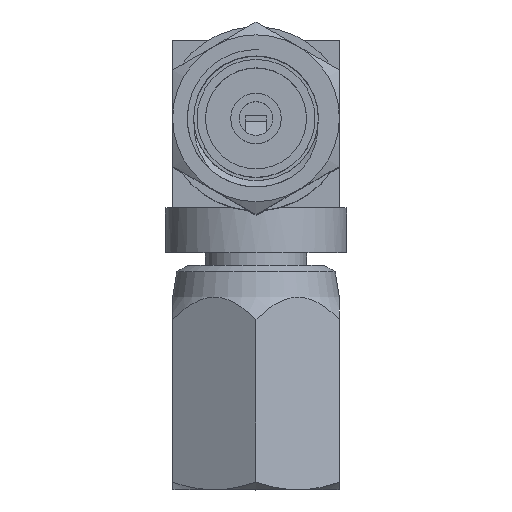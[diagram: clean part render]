
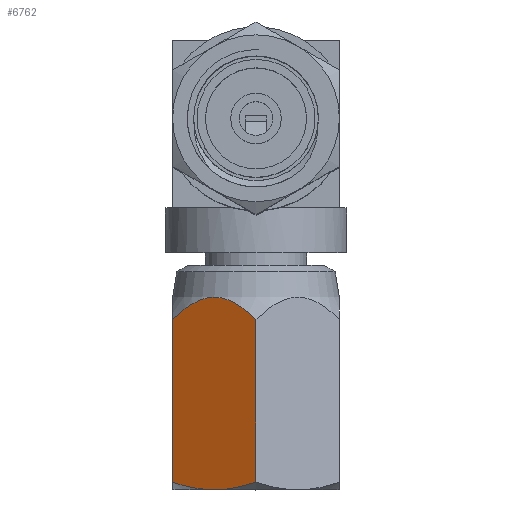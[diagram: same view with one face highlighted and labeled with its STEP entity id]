
A CAD part, top view. The second image highlights one B-rep face of the part: STEP entity #6762.
In plain terms, the highlighted face is planar.
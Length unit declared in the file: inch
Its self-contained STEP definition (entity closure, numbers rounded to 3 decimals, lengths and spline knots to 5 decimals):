
#4 = CARTESIAN_POINT ( 'NONE',  ( 0.039, -0.06755, 0.09 ) ) ;
#81 = PLANE ( 'NONE',  #4117 ) ;
#123 = CARTESIAN_POINT ( 'NONE',  ( 0., -0.09007, 0.09 ) ) ;
#134 = CARTESIAN_POINT ( 'NONE',  ( 0.04636, -0.0633, -0.08938 ) ) ;
#135 = EDGE_CURVE ( 'NONE', #164, #2558, #4327, .T. ) ;
#164 = VERTEX_POINT ( 'NONE', #3277 ) ;
#321 = B_SPLINE_CURVE_WITH_KNOTS ( 'NONE', 3,
 ( #1574, #6137, #1020, #5577, #6729, #1764 ),
 .UNSPECIFIED., .F., .F.,
 ( 4, 2, 4 ),
 ( 0.00116, 0.00173, 0.00231 ),
 .UNSPECIFIED. ) ;
#526 = EDGE_CURVE ( 'NONE', #2558, #5604, #321, .T. ) ;
#538 = ORIENTED_EDGE ( 'NONE', *, *, #6681, .F. ) ;
#687 = CARTESIAN_POINT ( 'NONE',  ( 0.078, -0.04503, -0.0691 ) ) ;
#843 = LINE ( 'NONE', #5443, #6727 ) ;
#991 = CARTESIAN_POINT ( 'NONE',  ( 0.00556, -0.08686, -0.07466 ) ) ;
#1020 = CARTESIAN_POINT ( 'NONE',  ( 0.05223, -0.05991, 0.08933 ) ) ;
#1030 = CARTESIAN_POINT ( 'NONE',  ( 0.03168, -0.07178, -0.09 ) ) ;
#1275 = DIRECTION ( 'NONE',  ( -0.866, -0.5, 0. ) ) ;
#1291 = CARTESIAN_POINT ( 'NONE',  ( 0.06661, -0.05161, -0.07968 ) ) ;
#1395 = CARTESIAN_POINT ( 'NONE',  ( 0.039, -0.06755, 0.09 ) ) ;
#1475 = CARTESIAN_POINT ( 'NONE',  ( 0.039, -0.06755, -0.09 ) ) ;
#1574 = CARTESIAN_POINT ( 'NONE',  ( 0.039, -0.06755, 0.09 ) ) ;
#1764 = CARTESIAN_POINT ( 'NONE',  ( 0.078, -0.04503, 0.08303 ) ) ;
#1805 = CARTESIAN_POINT ( 'NONE',  ( 0.05686, -0.05724, -0.0855 ) ) ;
#2330 = CARTESIAN_POINT ( 'NONE',  ( 0.07245, -0.04824, -0.07465 ) ) ;
#2389 = DIRECTION ( 'NONE',  ( -0.5, 0.866, 0. ) ) ;
#2402 = CARTESIAN_POINT ( 'NONE',  ( 0.05341, -0.05923, -0.08714 ) ) ;
#2533 = ORIENTED_EDGE ( 'NONE', *, *, #4667, .F. ) ;
#2558 = VERTEX_POINT ( 'NONE', #1395 ) ;
#2733 = VERTEX_POINT ( 'NONE', #4835 ) ;
#2905 = FACE_OUTER_BOUND ( 'NONE', #6850, .T. ) ;
#2969 = CARTESIAN_POINT ( 'NONE',  ( 0.078, -0.04503, 0.08303 ) ) ;
#2972 = EDGE_CURVE ( 'NONE', #3721, #4551, #4784, .T. ) ;
#3277 = CARTESIAN_POINT ( 'NONE',  ( 0., -0.09007, 0.08303 ) ) ;
#3559 = CARTESIAN_POINT ( 'NONE',  ( 0.04267, -0.06543, -0.09 ) ) ;
#3721 = VERTEX_POINT ( 'NONE', #4417 ) ;
#4078 = CARTESIAN_POINT ( 'NONE',  ( 0.039, -0.06755, -0.09 ) ) ;
#4117 = AXIS2_PLACEMENT_3D ( 'NONE', #123, #2389, #1275 ) ;
#4233 = VECTOR ( 'NONE', #4606, 39.37008 ) ;
#4327 = B_SPLINE_CURVE_WITH_KNOTS ( 'NONE', 3,
 ( #6197, #6120, #5117, #4 ),
 .UNSPECIFIED., .F., .F.,
 ( 4, 4 ),
 ( 0., 0.00116 ),
 .UNSPECIFIED. ) ;
#4417 = CARTESIAN_POINT ( 'NONE',  ( 0.078, -0.04503, -0.0691 ) ) ;
#4436 = ORIENTED_EDGE ( 'NONE', *, *, #135, .F. ) ;
#4551 = VERTEX_POINT ( 'NONE', #1475 ) ;
#4606 = DIRECTION ( 'NONE',  ( 0., 0., -1. ) ) ;
#4608 = EDGE_CURVE ( 'NONE', #164, #2733, #843, .T. ) ;
#4667 = EDGE_CURVE ( 'NONE', #4551, #2733, #6909, .T. ) ;
#4675 = CARTESIAN_POINT ( 'NONE',  ( 0.078, -0.04503, 0.09 ) ) ;
#4784 = B_SPLINE_CURVE_WITH_KNOTS ( 'NONE', 3,
 ( #687, #2330, #1291, #1805, #2402, #134, #3559, #4078 ),
 .UNSPECIFIED., .F., .F.,
 ( 4, 2, 2, 4 ),
 ( 0., 0.00064, 0.00096, 0.00128 ),
 .UNSPECIFIED. ) ;
#4835 = CARTESIAN_POINT ( 'NONE',  ( 0., -0.09007, -0.0691 ) ) ;
#4989 = CARTESIAN_POINT ( 'NONE',  ( 0.01151, -0.08342, -0.07977 ) ) ;
#5117 = CARTESIAN_POINT ( 'NONE',  ( 0.02571, -0.07522, 0.09 ) ) ;
#5409 = DIRECTION ( 'NONE',  ( 0., 0., -1. ) ) ;
#5443 = CARTESIAN_POINT ( 'NONE',  ( 0., -0.09007, 0.09 ) ) ;
#5480 = CARTESIAN_POINT ( 'NONE',  ( 0., -0.09007, -0.0691 ) ) ;
#5577 = CARTESIAN_POINT ( 'NONE',  ( 0.06522, -0.05241, 0.08691 ) ) ;
#5604 = VERTEX_POINT ( 'NONE', #2969 ) ;
#5659 = ORIENTED_EDGE ( 'NONE', *, *, #526, .F. ) ;
#5937 = ORIENTED_EDGE ( 'NONE', *, *, #4608, .T. ) ;
#6120 = CARTESIAN_POINT ( 'NONE',  ( 0.01276, -0.0827, 0.08729 ) ) ;
#6137 = CARTESIAN_POINT ( 'NONE',  ( 0.04562, -0.06373, 0.09 ) ) ;
#6188 = CARTESIAN_POINT ( 'NONE',  ( 0.02447, -0.07594, -0.08747 ) ) ;
#6197 = CARTESIAN_POINT ( 'NONE',  ( 0., -0.09007, 0.08303 ) ) ;
#6681 = EDGE_CURVE ( 'NONE', #5604, #3721, #7042, .T. ) ;
#6727 = VECTOR ( 'NONE', #5409, 39.37008 ) ;
#6729 = CARTESIAN_POINT ( 'NONE',  ( 0.07164, -0.04871, 0.08515 ) ) ;
#6762 = ADVANCED_FACE ( 'NONE', ( #2905 ), #81, .F. ) ;
#6850 = EDGE_LOOP ( 'NONE', ( #4436, #5937, #2533, #7171, #538, #5659 ) ) ;
#6909 = B_SPLINE_CURVE_WITH_KNOTS ( 'NONE', 3,
 ( #7291, #1030, #6188, #4989, #991, #5480 ),
 .UNSPECIFIED., .F., .F.,
 ( 4, 2, 4 ),
 ( 0.00128, 0.00192, 0.00256 ),
 .UNSPECIFIED. ) ;
#7042 = LINE ( 'NONE', #4675, #4233 ) ;
#7171 = ORIENTED_EDGE ( 'NONE', *, *, #2972, .F. ) ;
#7291 = CARTESIAN_POINT ( 'NONE',  ( 0.039, -0.06755, -0.09 ) ) ;
